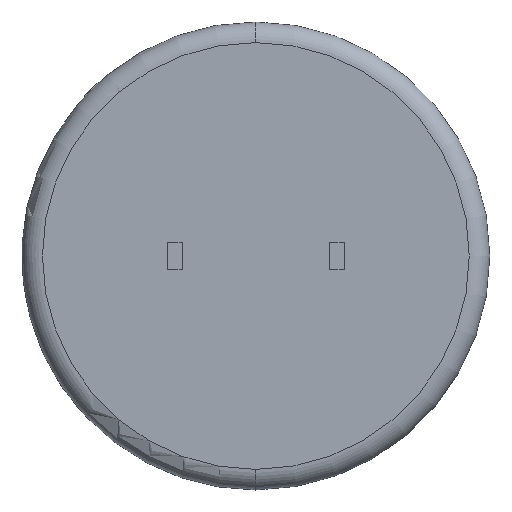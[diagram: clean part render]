
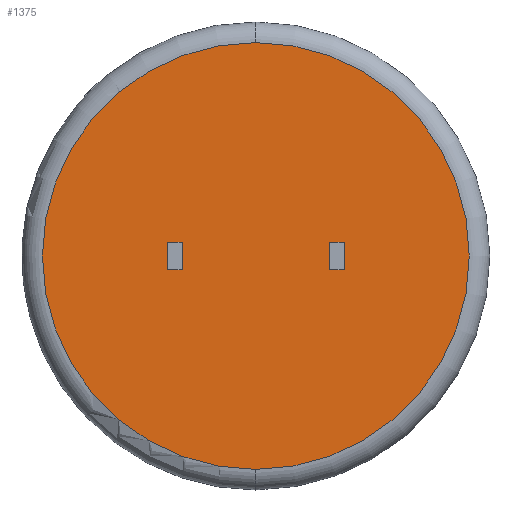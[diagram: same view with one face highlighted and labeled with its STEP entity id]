
A CAD part, front view. The second image highlights one B-rep face of the part: STEP entity #1375.
In plain terms, the highlighted planar face has unit normal (0, -1, 0).
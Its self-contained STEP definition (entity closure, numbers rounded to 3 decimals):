
#22 = ORIENTED_EDGE ( 'NONE', *, *, #1237, .F. ) ;
#34 = VECTOR ( 'NONE', #2183, 1000. ) ;
#45 = CARTESIAN_POINT ( 'NONE',  ( -4.16, 0., -0.65 ) ) ;
#89 = LINE ( 'NONE', #45, #34 ) ;
#123 = EDGE_CURVE ( 'NONE', #1384, #2272, #1381, .T. ) ;
#151 = CARTESIAN_POINT ( 'NONE',  ( 4.16, 0., 0.65 ) ) ;
#181 = VERTEX_POINT ( 'NONE', #2533 ) ;
#247 = CARTESIAN_POINT ( 'NONE',  ( 4.16, 0., 0. ) ) ;
#282 = VERTEX_POINT ( 'NONE', #2593 ) ;
#286 = LINE ( 'NONE', #476, #2644 ) ;
#334 = EDGE_CURVE ( 'NONE', #181, #1676, #705, .T. ) ;
#395 = CARTESIAN_POINT ( 'NONE',  ( 0., 0., -10.032 ) ) ;
#414 = AXIS2_PLACEMENT_3D ( 'NONE', #1185, #1649, #766 ) ;
#468 = CARTESIAN_POINT ( 'NONE',  ( 3.46, 0., -0.65 ) ) ;
#476 = CARTESIAN_POINT ( 'NONE',  ( -4.16, 0., 0. ) ) ;
#482 = EDGE_CURVE ( 'NONE', #2272, #1384, #1873, .T. ) ;
#515 = ORIENTED_EDGE ( 'NONE', *, *, #2443, .F. ) ;
#576 = VERTEX_POINT ( 'NONE', #1793 ) ;
#582 = DIRECTION ( 'NONE',  ( 0., 0., 1. ) ) ;
#594 = EDGE_LOOP ( 'NONE', ( #954, #515, #22, #1137 ) ) ;
#605 = LINE ( 'NONE', #771, #2146 ) ;
#705 = LINE ( 'NONE', #720, #2297 ) ;
#720 = CARTESIAN_POINT ( 'NONE',  ( -3.46, 0., 0.65 ) ) ;
#752 = ORIENTED_EDGE ( 'NONE', *, *, #123, .T. ) ;
#766 = DIRECTION ( 'NONE',  ( 0., 0., 1. ) ) ;
#771 = CARTESIAN_POINT ( 'NONE',  ( 3.46, 0., -0.65 ) ) ;
#793 = CARTESIAN_POINT ( 'NONE',  ( 0., 0., 0. ) ) ;
#795 = EDGE_CURVE ( 'NONE', #2120, #1676, #89, .T. ) ;
#812 = VERTEX_POINT ( 'NONE', #895 ) ;
#858 = CARTESIAN_POINT ( 'NONE',  ( -4.16, 0., 0.65 ) ) ;
#863 = EDGE_LOOP ( 'NONE', ( #2464, #1521, #2704, #2484 ) ) ;
#895 = CARTESIAN_POINT ( 'NONE',  ( -4.16, 0., 0.65 ) ) ;
#920 = DIRECTION ( 'NONE',  ( -1., 0., 0. ) ) ;
#954 = ORIENTED_EDGE ( 'NONE', *, *, #2686, .F. ) ;
#959 = DIRECTION ( 'NONE',  ( 0., -1., 0. ) ) ;
#962 = VECTOR ( 'NONE', #2379, 1000. ) ;
#986 = AXIS2_PLACEMENT_3D ( 'NONE', #2322, #1907, #582 ) ;
#1116 = DIRECTION ( 'NONE',  ( 0., 0., -1. ) ) ;
#1137 = ORIENTED_EDGE ( 'NONE', *, *, #2630, .F. ) ;
#1185 = CARTESIAN_POINT ( 'NONE',  ( 0., 0., 0. ) ) ;
#1219 = EDGE_CURVE ( 'NONE', #2120, #812, #286, .T. ) ;
#1237 = EDGE_CURVE ( 'NONE', #1369, #2657, #2653, .T. ) ;
#1369 = VERTEX_POINT ( 'NONE', #2531 ) ;
#1373 = CARTESIAN_POINT ( 'NONE',  ( -3.46, 0., -0.65 ) ) ;
#1375 = ADVANCED_FACE ( 'NONE', ( #2363, #2097, #1490 ), #1458, .F. ) ;
#1381 = CIRCLE ( 'NONE', #414, 10.032 ) ;
#1384 = VERTEX_POINT ( 'NONE', #395 ) ;
#1390 = EDGE_LOOP ( 'NONE', ( #2723, #752 ) ) ;
#1427 = VECTOR ( 'NONE', #1798, 1000. ) ;
#1458 = PLANE ( 'NONE',  #986 ) ;
#1464 = DIRECTION ( 'NONE',  ( 1., 0., 0. ) ) ;
#1490 = FACE_BOUND ( 'NONE', #594, .T. ) ;
#1496 = LINE ( 'NONE', #858, #1883 ) ;
#1521 = ORIENTED_EDGE ( 'NONE', *, *, #2717, .T. ) ;
#1649 = DIRECTION ( 'NONE',  ( 0., -1., 0. ) ) ;
#1676 = VERTEX_POINT ( 'NONE', #1373 ) ;
#1689 = VECTOR ( 'NONE', #920, 1000. ) ;
#1793 = CARTESIAN_POINT ( 'NONE',  ( 3.46, 0., 0.65 ) ) ;
#1798 = DIRECTION ( 'NONE',  ( 0., 0., 1. ) ) ;
#1804 = LINE ( 'NONE', #2674, #1689 ) ;
#1815 = AXIS2_PLACEMENT_3D ( 'NONE', #793, #959, #1830 ) ;
#1830 = DIRECTION ( 'NONE',  ( 0., 0., 1. ) ) ;
#1873 = CIRCLE ( 'NONE', #1815, 10.032 ) ;
#1883 = VECTOR ( 'NONE', #2354, 1000. ) ;
#1907 = DIRECTION ( 'NONE',  ( 0., 1., 0. ) ) ;
#2090 = CARTESIAN_POINT ( 'NONE',  ( 0., 0., 10.032 ) ) ;
#2097 = FACE_BOUND ( 'NONE', #863, .T. ) ;
#2120 = VERTEX_POINT ( 'NONE', #2250 ) ;
#2146 = VECTOR ( 'NONE', #1464, 1000. ) ;
#2183 = DIRECTION ( 'NONE',  ( 1., 0., 0. ) ) ;
#2250 = CARTESIAN_POINT ( 'NONE',  ( -4.16, 0., -0.65 ) ) ;
#2272 = VERTEX_POINT ( 'NONE', #2090 ) ;
#2297 = VECTOR ( 'NONE', #1116, 1000. ) ;
#2322 = CARTESIAN_POINT ( 'NONE',  ( 0., 0., 0. ) ) ;
#2354 = DIRECTION ( 'NONE',  ( 1., 0., 0. ) ) ;
#2363 = FACE_OUTER_BOUND ( 'NONE', #1390, .T. ) ;
#2379 = DIRECTION ( 'NONE',  ( 0., 0., -1. ) ) ;
#2443 = EDGE_CURVE ( 'NONE', #2657, #576, #1804, .T. ) ;
#2464 = ORIENTED_EDGE ( 'NONE', *, *, #1219, .T. ) ;
#2484 = ORIENTED_EDGE ( 'NONE', *, *, #795, .F. ) ;
#2531 = CARTESIAN_POINT ( 'NONE',  ( 4.16, 0., -0.65 ) ) ;
#2533 = CARTESIAN_POINT ( 'NONE',  ( -3.46, 0., 0.65 ) ) ;
#2593 = CARTESIAN_POINT ( 'NONE',  ( 3.46, 0., -0.65 ) ) ;
#2608 = DIRECTION ( 'NONE',  ( 0., 0., 1. ) ) ;
#2611 = LINE ( 'NONE', #468, #962 ) ;
#2630 = EDGE_CURVE ( 'NONE', #282, #1369, #605, .T. ) ;
#2644 = VECTOR ( 'NONE', #2608, 1000. ) ;
#2653 = LINE ( 'NONE', #247, #1427 ) ;
#2657 = VERTEX_POINT ( 'NONE', #151 ) ;
#2674 = CARTESIAN_POINT ( 'NONE',  ( 3.46, 0., 0.65 ) ) ;
#2686 = EDGE_CURVE ( 'NONE', #576, #282, #2611, .T. ) ;
#2704 = ORIENTED_EDGE ( 'NONE', *, *, #334, .T. ) ;
#2717 = EDGE_CURVE ( 'NONE', #812, #181, #1496, .T. ) ;
#2723 = ORIENTED_EDGE ( 'NONE', *, *, #482, .T. ) ;
